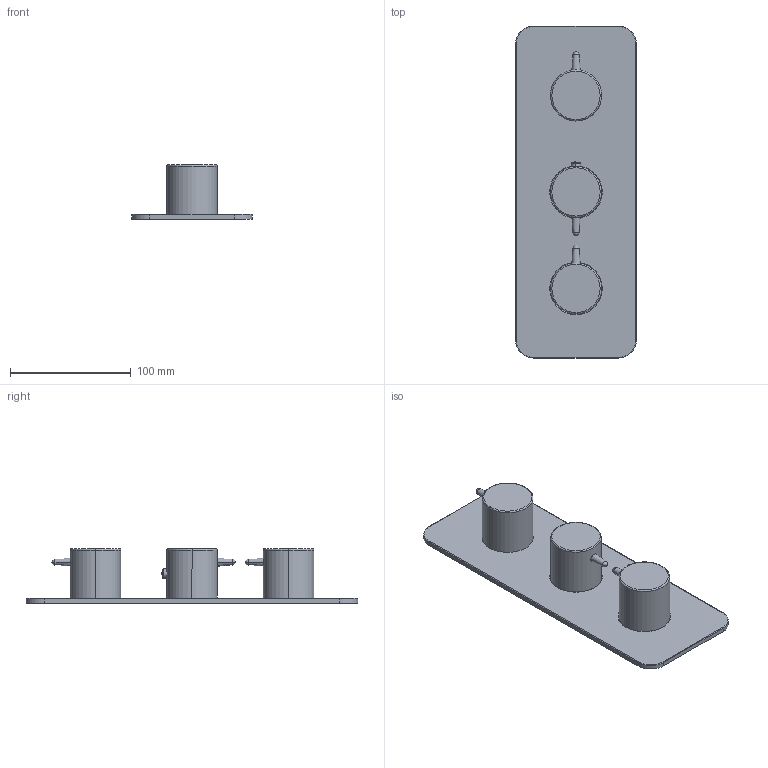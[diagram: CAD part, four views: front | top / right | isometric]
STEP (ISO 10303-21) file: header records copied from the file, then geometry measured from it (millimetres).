
FILE_DESCRIPTION (( 'STEP AP203' ), '1' );
FILE_NAME ('KED021_V10623.STEP', '2023-06-16T10:16:56', ( '' ), ( '' ), 'SwSTEP 2.0', 'SolidWorks 2019', '' );
FILE_SCHEMA (( 'CONFIG_CONTROL_DESIGN' ));
Length unit declared in the file: millimetre
Products named in the file (4): Handles; Handles_thermo; Finish Plate_v10523_KED021 - 15mm Radius; KED021_V10623
Assembly tree (4 placements, depth 2):
  KED021_V10623
    Finish Plate_v10523_KED021 - 15mm Radius
    Handles  x2
    Handles_thermo
Bounding box: 100 x 275 x 45 mm (x, y, z)
Volume: 279131.1 mm3; surface area: 77193.1 mm2
Topology: 4 solids, 4 shells, 69 faces, 157 edges, 95 vertices
Faces by surface type: cylinder 26, torus 16, plane 14, sphere 7, cone 6
Entity records: 2240 total; most frequent: CARTESIAN_POINT 464, DIRECTION 328, ORIENTED_EDGE 248, AXIS2_PLACEMENT_3D 144, EDGE_CURVE 124, CIRCLE 78, VERTEX_POINT 76, EDGE_LOOP 70
